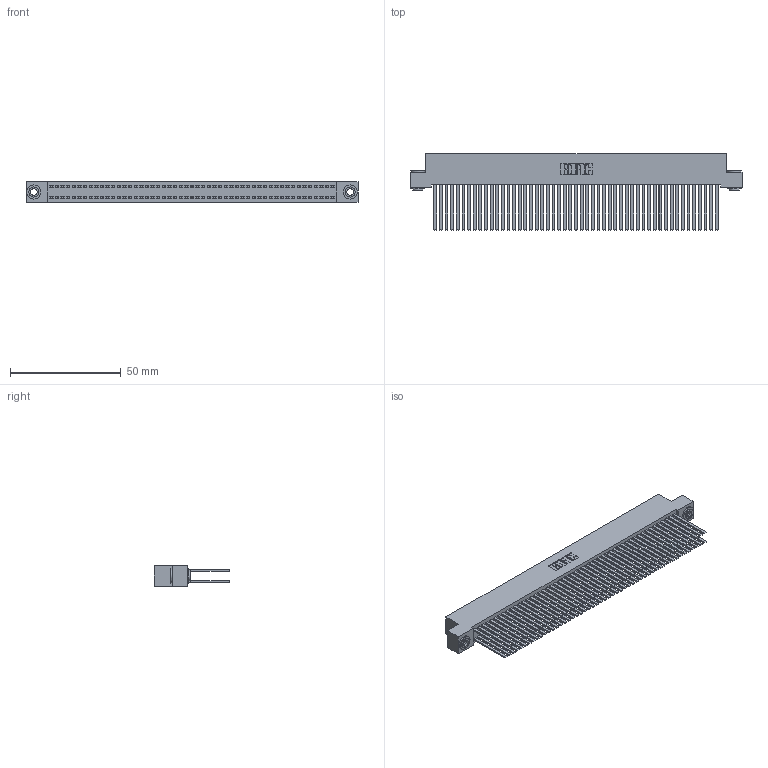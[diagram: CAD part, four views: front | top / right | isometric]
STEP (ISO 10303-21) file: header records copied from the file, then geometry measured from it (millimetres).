
FILE_DESCRIPTION (( 'STEP AP203' ), '1' );
FILE_NAME ('392-102-544-203.STEP', '2018-08-18T19:02:52', ( '' ), ( '' ), 'SwSTEP 2.0', 'SolidWorks 2016', '' );
FILE_SCHEMA (( 'CONFIG_CONTROL_DESIGN' ));
Length unit declared in the file: inch
Products named in the file (4): 342 Part_.156 TH; 345-292-001_345-293-144; 342-250-002_345-250-002-102; 392-102-544-203
Assembly tree (105 placements, depth 2):
  392-102-544-203
    342 Part_.156 TH
    345-292-001_345-293-144  x102
    342-250-002_345-250-002-102  x2
Bounding box: 149.86 x 34.3 x 9.4 mm (x, y, z)
Volume: 14960.2 mm3; surface area: 28747 mm2
Topology: 105 solids, 105 shells, 4840 faces, 14349 edges, 9426 vertices
Faces by surface type: plane 3340, cylinder 1492, cone 8
Entity records: 31980 total; most frequent: CARTESIAN_POINT 5261, ORIENTED_EDGE 5190, DIRECTION 4509, EDGE_CURVE 2595, VECTOR 2447, LINE 2447, VERTEX_POINT 1726, AXIS2_PLACEMENT_3D 1031
